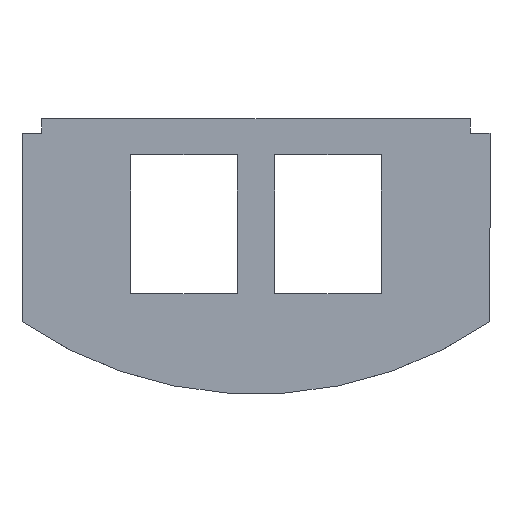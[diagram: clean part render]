
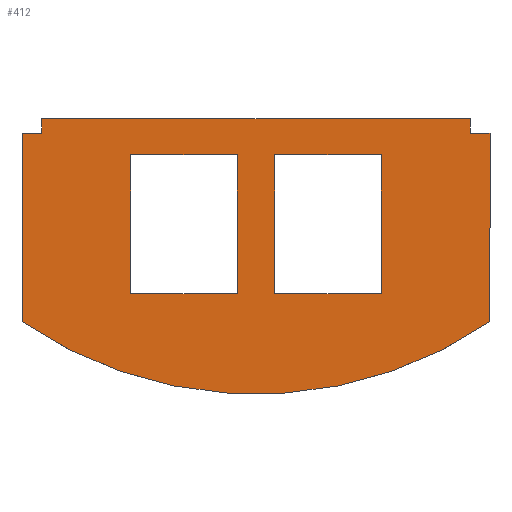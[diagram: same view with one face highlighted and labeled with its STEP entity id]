
A CAD part, top view. The second image highlights one B-rep face of the part: STEP entity #412.
In plain terms, the highlighted planar face has unit normal (0, 0, 1).
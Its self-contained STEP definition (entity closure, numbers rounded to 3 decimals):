
#7 = CARTESIAN_POINT ( 'NONE',  ( -29.75, -19.25, 0.75 ) ) ;
#13 = EDGE_CURVE ( 'NONE', #158, #532, #114, .T. ) ;
#15 = LINE ( 'NONE', #462, #252 ) ;
#16 = VERTEX_POINT ( 'NONE', #438 ) ;
#18 = EDGE_CURVE ( 'NONE', #477, #179, #600, .T. ) ;
#21 = DIRECTION ( 'NONE',  ( -1., 0., 0. ) ) ;
#22 = LINE ( 'NONE', #452, #285 ) ;
#23 = ORIENTED_EDGE ( 'NONE', *, *, #425, .F. ) ;
#31 = CARTESIAN_POINT ( 'NONE',  ( 0., 0., 0.75 ) ) ;
#37 = EDGE_CURVE ( 'NONE', #235, #16, #579, .T. ) ;
#42 = VECTOR ( 'NONE', #522, 1000. ) ;
#49 = EDGE_CURVE ( 'NONE', #301, #235, #440, .T. ) ;
#56 = VECTOR ( 'NONE', #527, 1000. ) ;
#71 = VECTOR ( 'NONE', #299, 1000. ) ;
#72 = ORIENTED_EDGE ( 'NONE', *, *, #13, .F. ) ;
#81 = DIRECTION ( 'NONE',  ( 0., 1., 0. ) ) ;
#82 = EDGE_CURVE ( 'NONE', #334, #312, #550, .T. ) ;
#83 = AXIS2_PLACEMENT_3D ( 'NONE', #31, #448, #123 ) ;
#84 = CARTESIAN_POINT ( 'NONE',  ( 32.5, -47.434, 0.75 ) ) ;
#97 = VERTEX_POINT ( 'NONE', #149 ) ;
#110 = VECTOR ( 'NONE', #161, 1000. ) ;
#114 = LINE ( 'NONE', #350, #110 ) ;
#118 = VECTOR ( 'NONE', #81, 1000. ) ;
#123 = DIRECTION ( 'NONE',  ( 1., 0., 0. ) ) ;
#125 = DIRECTION ( 'NONE',  ( -1., 0., 0. ) ) ;
#130 = CARTESIAN_POINT ( 'NONE',  ( -17.4, -24.25, 0.75 ) ) ;
#132 = DIRECTION ( 'NONE',  ( -1., 0., 0. ) ) ;
#139 = EDGE_CURVE ( 'NONE', #532, #323, #465, .T. ) ;
#148 = CARTESIAN_POINT ( 'NONE',  ( -16.034, -24.25, 0.75 ) ) ;
#149 = CARTESIAN_POINT ( 'NONE',  ( 17.4, -43.55, 0.75 ) ) ;
#151 = FACE_OUTER_BOUND ( 'NONE', #422, .T. ) ;
#157 = VECTOR ( 'NONE', #508, 1000. ) ;
#158 = VERTEX_POINT ( 'NONE', #424 ) ;
#161 = DIRECTION ( 'NONE',  ( 0., 1., 0. ) ) ;
#162 = CARTESIAN_POINT ( 'NONE',  ( 32.5, -21.25, 0.75 ) ) ;
#163 = EDGE_CURVE ( 'NONE', #355, #575, #434, .T. ) ;
#165 = CARTESIAN_POINT ( 'NONE',  ( -2.6, -24.25, 0.75 ) ) ;
#170 = DIRECTION ( 'NONE',  ( 1., 0., 0. ) ) ;
#174 = DIRECTION ( 'NONE',  ( 1., 0., 0. ) ) ;
#179 = VERTEX_POINT ( 'NONE', #292 ) ;
#182 = CARTESIAN_POINT ( 'NONE',  ( -29.75, -19.25, 0.75 ) ) ;
#184 = VECTOR ( 'NONE', #460, 1000. ) ;
#191 = EDGE_CURVE ( 'NONE', #489, #318, #511, .T. ) ;
#197 = DIRECTION ( 'NONE',  ( 0., 1., 0. ) ) ;
#201 = ORIENTED_EDGE ( 'NONE', *, *, #163, .T. ) ;
#211 = ORIENTED_EDGE ( 'NONE', *, *, #49, .F. ) ;
#224 = CARTESIAN_POINT ( 'NONE',  ( 3.966, -43.55, 0.75 ) ) ;
#229 = ORIENTED_EDGE ( 'NONE', *, *, #290, .T. ) ;
#231 = CARTESIAN_POINT ( 'NONE',  ( 0., 0., 0.75 ) ) ;
#235 = VERTEX_POINT ( 'NONE', #327 ) ;
#246 = CARTESIAN_POINT ( 'NONE',  ( 29.75, -19.25, 0.75 ) ) ;
#252 = VECTOR ( 'NONE', #132, 1000. ) ;
#259 = CARTESIAN_POINT ( 'NONE',  ( 3.966, -24.25, 0.75 ) ) ;
#263 = ORIENTED_EDGE ( 'NONE', *, *, #37, .F. ) ;
#267 = CARTESIAN_POINT ( 'NONE',  ( -29.75, -19.25, 0.75 ) ) ;
#268 = FACE_BOUND ( 'NONE', #479, .T. ) ;
#275 = PLANE ( 'NONE',  #83 ) ;
#277 = ORIENTED_EDGE ( 'NONE', *, *, #82, .T. ) ;
#285 = VECTOR ( 'NONE', #125, 1000. ) ;
#286 = ORIENTED_EDGE ( 'NONE', *, *, #303, .F. ) ;
#290 = EDGE_CURVE ( 'NONE', #575, #489, #15, .T. ) ;
#292 = CARTESIAN_POINT ( 'NONE',  ( -32.5, -47.434, 0.75 ) ) ;
#295 = ORIENTED_EDGE ( 'NONE', *, *, #495, .T. ) ;
#299 = DIRECTION ( 'NONE',  ( 0., -1., 0. ) ) ;
#301 = VERTEX_POINT ( 'NONE', #597 ) ;
#303 = EDGE_CURVE ( 'NONE', #323, #447, #310, .T. ) ;
#309 = CARTESIAN_POINT ( 'NONE',  ( -32.5, -21.25, 0.75 ) ) ;
#310 = LINE ( 'NONE', #553, #184 ) ;
#312 = VERTEX_POINT ( 'NONE', #413 ) ;
#318 = VERTEX_POINT ( 'NONE', #501 ) ;
#323 = VERTEX_POINT ( 'NONE', #130 ) ;
#327 = CARTESIAN_POINT ( 'NONE',  ( 2.6, -24.25, 0.75 ) ) ;
#330 = ORIENTED_EDGE ( 'NONE', *, *, #191, .T. ) ;
#334 = VERTEX_POINT ( 'NONE', #182 ) ;
#340 = DIRECTION ( 'NONE',  ( 0., -1., 0. ) ) ;
#341 = LINE ( 'NONE', #267, #446 ) ;
#347 = VECTOR ( 'NONE', #340, 1000. ) ;
#350 = CARTESIAN_POINT ( 'NONE',  ( -2.6, -42.184, 0.75 ) ) ;
#351 = CARTESIAN_POINT ( 'NONE',  ( 29.75, -21.25, 0.75 ) ) ;
#353 = EDGE_CURVE ( 'NONE', #447, #158, #549, .T. ) ;
#355 = VERTEX_POINT ( 'NONE', #84 ) ;
#364 = DIRECTION ( 'NONE',  ( 1., 0., 0. ) ) ;
#377 = EDGE_CURVE ( 'NONE', #312, #477, #22, .T. ) ;
#394 = EDGE_CURVE ( 'NONE', #179, #355, #414, .T. ) ;
#403 = CARTESIAN_POINT ( 'NONE',  ( 17.4, -42.184, 0.75 ) ) ;
#411 = CARTESIAN_POINT ( 'NONE',  ( -16.034, -43.55, 0.75 ) ) ;
#412 = ADVANCED_FACE ( 'NONE', ( #268, #502, #151 ), #275, .T. ) ;
#413 = CARTESIAN_POINT ( 'NONE',  ( -29.75, -21.25, 0.75 ) ) ;
#414 = CIRCLE ( 'NONE', #590, 57.5 ) ;
#420 = ORIENTED_EDGE ( 'NONE', *, *, #139, .F. ) ;
#422 = EDGE_LOOP ( 'NONE', ( #295, #277, #459, #435, #599, #201, #229, #330 ) ) ;
#424 = CARTESIAN_POINT ( 'NONE',  ( -2.6, -43.55, 0.75 ) ) ;
#425 = EDGE_CURVE ( 'NONE', #97, #301, #488, .T. ) ;
#429 = VECTOR ( 'NONE', #364, 1000. ) ;
#434 = LINE ( 'NONE', #608, #574 ) ;
#435 = ORIENTED_EDGE ( 'NONE', *, *, #18, .T. ) ;
#438 = CARTESIAN_POINT ( 'NONE',  ( 2.6, -43.55, 0.75 ) ) ;
#439 = ORIENTED_EDGE ( 'NONE', *, *, #475, .F. ) ;
#440 = LINE ( 'NONE', #259, #42 ) ;
#444 = CARTESIAN_POINT ( 'NONE',  ( -17.4, -43.55, 0.75 ) ) ;
#446 = VECTOR ( 'NONE', #21, 1000. ) ;
#447 = VERTEX_POINT ( 'NONE', #444 ) ;
#448 = DIRECTION ( 'NONE',  ( 0., 0., 1. ) ) ;
#449 = VECTOR ( 'NONE', #471, 1000. ) ;
#452 = CARTESIAN_POINT ( 'NONE',  ( -29.75, -21.25, 0.75 ) ) ;
#459 = ORIENTED_EDGE ( 'NONE', *, *, #377, .T. ) ;
#460 = DIRECTION ( 'NONE',  ( 0., -1., 0. ) ) ;
#462 = CARTESIAN_POINT ( 'NONE',  ( 29.75, -21.25, 0.75 ) ) ;
#463 = VECTOR ( 'NONE', #170, 1000. ) ;
#465 = LINE ( 'NONE', #148, #449 ) ;
#471 = DIRECTION ( 'NONE',  ( -1., 0., 0. ) ) ;
#475 = EDGE_CURVE ( 'NONE', #16, #97, #598, .T. ) ;
#477 = VERTEX_POINT ( 'NONE', #486 ) ;
#479 = EDGE_LOOP ( 'NONE', ( #439, #263, #211, #23 ) ) ;
#486 = CARTESIAN_POINT ( 'NONE',  ( -32.5, -21.25, 0.75 ) ) ;
#488 = LINE ( 'NONE', #403, #118 ) ;
#489 = VERTEX_POINT ( 'NONE', #351 ) ;
#493 = DIRECTION ( 'NONE',  ( 0., 0., 1. ) ) ;
#495 = EDGE_CURVE ( 'NONE', #318, #334, #341, .T. ) ;
#498 = EDGE_LOOP ( 'NONE', ( #601, #286, #420, #72 ) ) ;
#501 = CARTESIAN_POINT ( 'NONE',  ( 29.75, -19.25, 0.75 ) ) ;
#502 = FACE_BOUND ( 'NONE', #498, .T. ) ;
#508 = DIRECTION ( 'NONE',  ( 0., 1., 0. ) ) ;
#511 = LINE ( 'NONE', #246, #157 ) ;
#522 = DIRECTION ( 'NONE',  ( -1., 0., 0. ) ) ;
#527 = DIRECTION ( 'NONE',  ( 0., -1., 0. ) ) ;
#532 = VERTEX_POINT ( 'NONE', #165 ) ;
#549 = LINE ( 'NONE', #411, #429 ) ;
#550 = LINE ( 'NONE', #7, #71 ) ;
#553 = CARTESIAN_POINT ( 'NONE',  ( -17.4, -42.184, 0.75 ) ) ;
#570 = CARTESIAN_POINT ( 'NONE',  ( 2.6, -42.184, 0.75 ) ) ;
#574 = VECTOR ( 'NONE', #197, 1000. ) ;
#575 = VERTEX_POINT ( 'NONE', #162 ) ;
#579 = LINE ( 'NONE', #570, #56 ) ;
#590 = AXIS2_PLACEMENT_3D ( 'NONE', #231, #493, #174 ) ;
#597 = CARTESIAN_POINT ( 'NONE',  ( 17.4, -24.25, 0.75 ) ) ;
#598 = LINE ( 'NONE', #224, #463 ) ;
#599 = ORIENTED_EDGE ( 'NONE', *, *, #394, .T. ) ;
#600 = LINE ( 'NONE', #309, #347 ) ;
#601 = ORIENTED_EDGE ( 'NONE', *, *, #353, .F. ) ;
#608 = CARTESIAN_POINT ( 'NONE',  ( 32.5, -21.25, 0.75 ) ) ;
